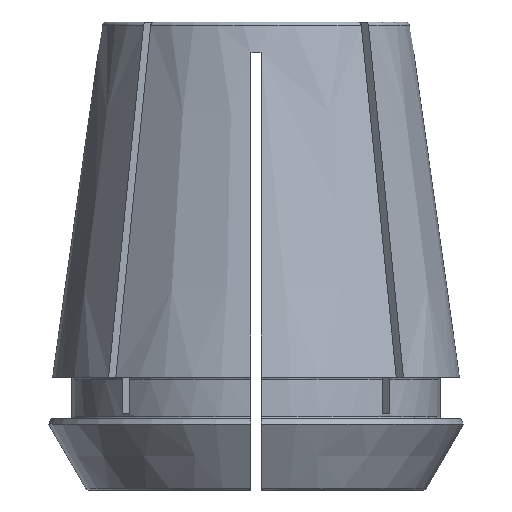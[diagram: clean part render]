
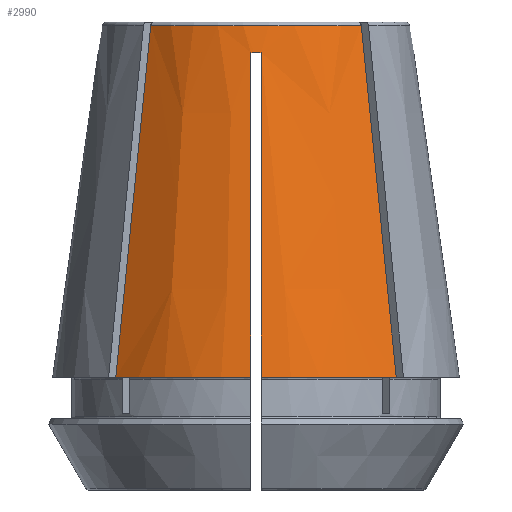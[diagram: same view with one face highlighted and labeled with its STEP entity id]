
A CAD part, left-side view. The second image highlights one B-rep face of the part: STEP entity #2990.
In plain terms, the highlighted conical face has half-angle 8 degrees and reference radius 15.095 mm.
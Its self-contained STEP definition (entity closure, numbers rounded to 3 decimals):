
#51=CONICAL_SURFACE('',#3225,15.095,0.14);
#124=CIRCLE('',#3141,15.517);
#174=CIRCLE('',#3226,15.144);
#175=CIRCLE('',#3227,20.);
#176=CIRCLE('',#3228,20.);
#1053=ORIENTED_EDGE('',*,*,#1948,.F.);
#1054=ORIENTED_EDGE('',*,*,#1949,.T.);
#1055=ORIENTED_EDGE('',*,*,#1950,.T.);
#1056=ORIENTED_EDGE('',*,*,#1808,.F.);
#1057=ORIENTED_EDGE('',*,*,#1805,.F.);
#1058=ORIENTED_EDGE('',*,*,#1847,.T.);
#1059=ORIENTED_EDGE('',*,*,#1951,.T.);
#1060=ORIENTED_EDGE('',*,*,#1952,.F.);
#1805=EDGE_CURVE('',#2276,#2277,#124,.T.);
#1808=EDGE_CURVE('',#2277,#2279,#2481,.T.);
#1847=EDGE_CURVE('',#2276,#2316,#2498,.T.);
#1948=EDGE_CURVE('',#2374,#2375,#174,.T.);
#1949=EDGE_CURVE('',#2374,#2376,#2523,.T.);
#1950=EDGE_CURVE('',#2376,#2279,#175,.T.);
#1951=EDGE_CURVE('',#2316,#2377,#176,.T.);
#1952=EDGE_CURVE('',#2375,#2377,#2524,.T.);
#2276=VERTEX_POINT('',#4828);
#2277=VERTEX_POINT('',#4830);
#2279=VERTEX_POINT('',#4845);
#2316=VERTEX_POINT('',#4971);
#2374=VERTEX_POINT('',#5258);
#2375=VERTEX_POINT('',#5259);
#2376=VERTEX_POINT('',#5267);
#2377=VERTEX_POINT('',#5270);
#2481=B_SPLINE_CURVE_WITH_KNOTS('',3,(#4835,#4836,#4837,#4838,#4839,#4840,
#4841,#4842,#4843,#4844),.UNSPECIFIED.,.F.,.F.,(4,3,3,4),(0.024,
0.028,0.056,0.057),.UNSPECIFIED.);
#2498=B_SPLINE_CURVE_WITH_KNOTS('',3,(#4972,#4973,#4974,#4975,#4976,#4977,
#4978,#4979,#4980,#4981),.UNSPECIFIED.,.F.,.F.,(4,3,3,4),(0.024,
0.028,0.056,0.057),.UNSPECIFIED.);
#2523=B_SPLINE_CURVE_WITH_KNOTS('',3,(#5260,#5261,#5262,#5263,#5264,#5265,
#5266),.UNSPECIFIED.,.F.,.F.,(4,3,4),(0.,0.027,
0.035),.UNSPECIFIED.);
#2524=B_SPLINE_CURVE_WITH_KNOTS('',3,(#5271,#5272,#5273,#5274,#5275,#5276,
#5277),.UNSPECIFIED.,.F.,.F.,(4,3,4),(0.,0.027,
0.035),.UNSPECIFIED.);
#2602=EDGE_LOOP('',(#1053,#1054,#1055,#1056,#1057,#1058,#1059,#1060));
#2762=FACE_BOUND('',#2602,.T.);
#2990=ADVANCED_FACE('',(#2762),#51,.T.);
#3141=AXIS2_PLACEMENT_3D('',#4829,#3595,#3596);
#3225=AXIS2_PLACEMENT_3D('',#5256,#3814,#3815);
#3226=AXIS2_PLACEMENT_3D('',#5257,#3816,#3817);
#3227=AXIS2_PLACEMENT_3D('',#5268,#3818,#3819);
#3228=AXIS2_PLACEMENT_3D('',#5269,#3820,#3821);
#3595=DIRECTION('',(0.,0.,-1.));
#3596=DIRECTION('',(-1.,0.,0.));
#3814=DIRECTION('',(0.,0.,-1.));
#3815=DIRECTION('',(-1.,0.,0.));
#3816=DIRECTION('',(0.,0.,1.));
#3817=DIRECTION('',(1.,0.,0.));
#3818=DIRECTION('',(0.,0.,1.));
#3819=DIRECTION('',(1.,0.,0.));
#3820=DIRECTION('',(0.,0.,1.));
#3821=DIRECTION('',(1.,0.,0.));
#4828=CARTESIAN_POINT('',(-15.509,-0.5,36.));
#4829=CARTESIAN_POINT('',(0.,0.,36.));
#4830=CARTESIAN_POINT('',(-15.509,0.5,36.));
#4835=CARTESIAN_POINT('',(-15.509,0.5,36.));
#4836=CARTESIAN_POINT('',(-15.689,0.5,34.72));
#4837=CARTESIAN_POINT('',(-15.869,0.5,33.44));
#4838=CARTESIAN_POINT('',(-16.049,0.5,32.16));
#4839=CARTESIAN_POINT('',(-17.357,0.5,22.855));
#4840=CARTESIAN_POINT('',(-18.665,0.5,13.55));
#4841=CARTESIAN_POINT('',(-19.973,0.5,4.245));
#4842=CARTESIAN_POINT('',(-19.98,0.5,4.197));
#4843=CARTESIAN_POINT('',(-19.987,0.5,4.148));
#4844=CARTESIAN_POINT('',(-19.994,0.5,4.1));
#4845=CARTESIAN_POINT('',(-19.994,0.5,4.1));
#4971=CARTESIAN_POINT('',(-19.994,-0.5,4.1));
#4972=CARTESIAN_POINT('',(-15.509,-0.5,36.));
#4973=CARTESIAN_POINT('',(-15.689,-0.5,34.72));
#4974=CARTESIAN_POINT('',(-15.869,-0.5,33.44));
#4975=CARTESIAN_POINT('',(-16.049,-0.5,32.16));
#4976=CARTESIAN_POINT('',(-17.357,-0.5,22.855));
#4977=CARTESIAN_POINT('',(-18.665,-0.5,13.55));
#4978=CARTESIAN_POINT('',(-19.973,-0.5,4.245));
#4979=CARTESIAN_POINT('',(-19.98,-0.5,4.197));
#4980=CARTESIAN_POINT('',(-19.987,-0.5,4.148));
#4981=CARTESIAN_POINT('',(-19.994,-0.5,4.1));
#5256=CARTESIAN_POINT('',(0.,0.,39.));
#5257=CARTESIAN_POINT('',(0.,0.,38.656));
#5258=CARTESIAN_POINT('',(-11.056,10.349,38.656));
#5259=CARTESIAN_POINT('',(-11.056,-10.349,38.656));
#5260=CARTESIAN_POINT('',(-11.056,10.349,38.656));
#5261=CARTESIAN_POINT('',(-11.928,11.221,29.88));
#5262=CARTESIAN_POINT('',(-12.801,12.094,21.104));
#5263=CARTESIAN_POINT('',(-13.673,12.966,12.328));
#5264=CARTESIAN_POINT('',(-13.946,13.239,9.585));
#5265=CARTESIAN_POINT('',(-14.219,13.512,6.843));
#5266=CARTESIAN_POINT('',(-14.491,13.784,4.1));
#5267=CARTESIAN_POINT('',(-14.491,13.784,4.1));
#5268=CARTESIAN_POINT('',(0.,0.,4.1));
#5269=CARTESIAN_POINT('',(0.,0.,4.1));
#5270=CARTESIAN_POINT('',(-14.491,-13.784,4.1));
#5271=CARTESIAN_POINT('',(-11.056,-10.349,38.656));
#5272=CARTESIAN_POINT('',(-11.928,-11.221,29.88));
#5273=CARTESIAN_POINT('',(-12.801,-12.094,21.104));
#5274=CARTESIAN_POINT('',(-13.673,-12.966,12.328));
#5275=CARTESIAN_POINT('',(-13.946,-13.239,9.585));
#5276=CARTESIAN_POINT('',(-14.219,-13.512,6.843));
#5277=CARTESIAN_POINT('',(-14.491,-13.784,4.1));
